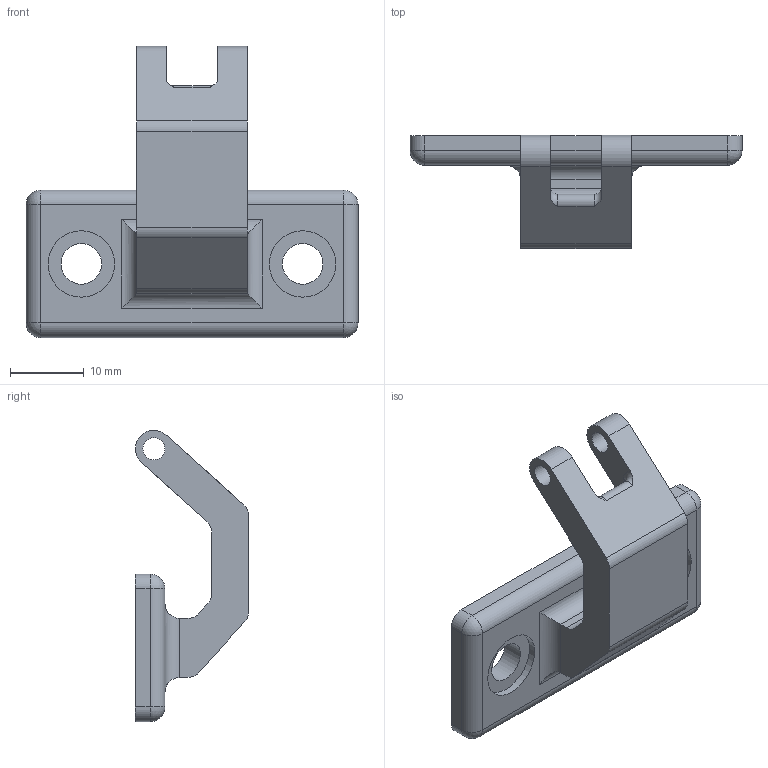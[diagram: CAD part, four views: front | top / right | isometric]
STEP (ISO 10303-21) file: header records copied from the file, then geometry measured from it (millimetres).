
FILE_DESCRIPTION(/* description */ (''),/* implementation_level */ '2;1');
FILE_NAME(/* name */ 'mount.step',/* time_stamp */ '2020-03-21T17:10:20+00:00',/* author */ (''),/* organization */ (''),/* preprocessor_version */ 'ST-DEVELOPER v18',/* originating_system */ 'Autodesk Translation Framework v8.12.0.6',/* authorisation */ '');
FILE_SCHEMA (('AUTOMOTIVE_DESIGN { 1 0 10303 214 3 1 1 }'));
Length unit declared in the file: millimetre
Products named in the file (1): hangar
Bounding box: 45 x 15.33 x 39.5 mm (x, y, z)
Volume: 6037.7 mm3; surface area: 3764.5 mm2
Topology: 1 solids, 1 shells, 61 faces, 146 edges, 90 vertices
Faces by surface type: cylinder 32, plane 21, torus 4, sphere 4
Full cylindrical faces by diameter (mm): 3 x2, 5.5 x2, 9 x2
Entity records: 1827 total; most frequent: DIRECTION 328, CARTESIAN_POINT 318, ORIENTED_EDGE 292, EDGE_CURVE 146, AXIS2_PLACEMENT_3D 124, VERTEX_POINT 90, LINE 80, VECTOR 80
